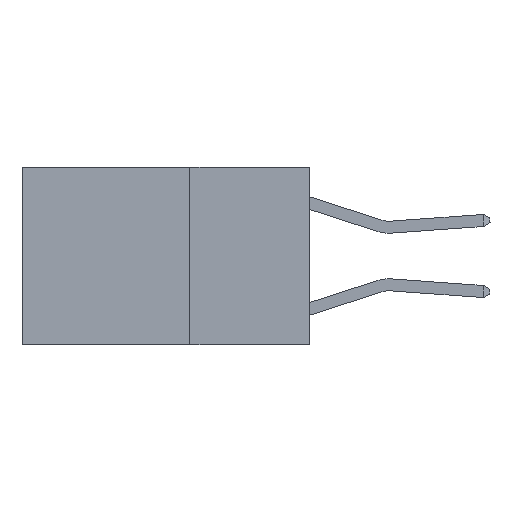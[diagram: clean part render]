
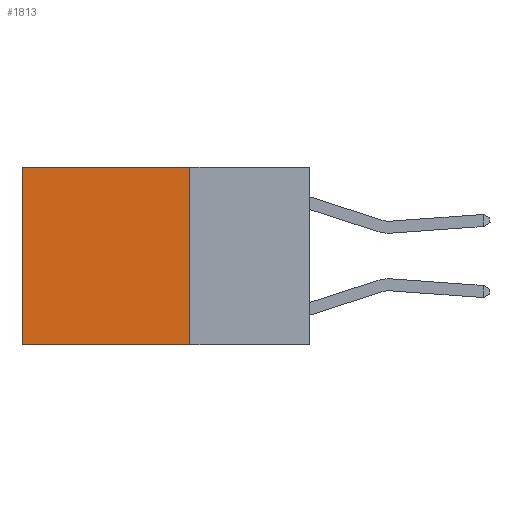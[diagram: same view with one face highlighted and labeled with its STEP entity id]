
A CAD part, left-side view. The second image highlights one B-rep face of the part: STEP entity #1813.
In plain terms, the highlighted planar face has unit normal (-1, 0, 0).
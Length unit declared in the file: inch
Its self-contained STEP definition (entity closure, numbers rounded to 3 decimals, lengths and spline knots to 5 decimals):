
#50 = VERTEX_POINT ( 'NONE', #8573 ) ;
#312 = EDGE_CURVE ( 'NONE', #50, #5468, #7564, .T. ) ;
#550 = CARTESIAN_POINT ( 'NONE',  ( 0.2625, 0.6, -0.37 ) ) ;
#620 = EDGE_CURVE ( 'NONE', #1967, #5468, #1605, .T. ) ;
#1057 = ORIENTED_EDGE ( 'NONE', *, *, #312, .F. ) ;
#1066 = DIRECTION ( 'NONE',  ( 0., 0., -1. ) ) ;
#1361 = VECTOR ( 'NONE', #3097, 39.37008 ) ;
#1605 = LINE ( 'NONE', #3884, #7094 ) ;
#1791 = CARTESIAN_POINT ( 'NONE',  ( 0.2625, 0.25, 0. ) ) ;
#1813 = ADVANCED_FACE ( 'NONE', ( #5828 ), #9453, .F. ) ;
#1967 = VERTEX_POINT ( 'NONE', #9635 ) ;
#3097 = DIRECTION ( 'NONE',  ( 0., 1., 0. ) ) ;
#3884 = CARTESIAN_POINT ( 'NONE',  ( 0.2625, 0.6, 0. ) ) ;
#4502 = CARTESIAN_POINT ( 'NONE',  ( 0.2625, 0.25, 0. ) ) ;
#4806 = ORIENTED_EDGE ( 'NONE', *, *, #8580, .T. ) ;
#4923 = VECTOR ( 'NONE', #5849, 39.37008 ) ;
#5088 = CARTESIAN_POINT ( 'NONE',  ( 0.2625, 0.25, 0. ) ) ;
#5132 = CARTESIAN_POINT ( 'NONE',  ( 0.2625, 0.25, 0. ) ) ;
#5468 = VERTEX_POINT ( 'NONE', #550 ) ;
#5761 = ORIENTED_EDGE ( 'NONE', *, *, #8860, .F. ) ;
#5820 = EDGE_LOOP ( 'NONE', ( #9612, #1057, #5761, #4806 ) ) ;
#5828 = FACE_OUTER_BOUND ( 'NONE', #5820, .T. ) ;
#5849 = DIRECTION ( 'NONE',  ( 0., 1., 0. ) ) ;
#5878 = DIRECTION ( 'NONE',  ( 1., 0., 0. ) ) ;
#6033 = DIRECTION ( 'NONE',  ( 0., 0., -1. ) ) ;
#6311 = LINE ( 'NONE', #4502, #8027 ) ;
#6673 = AXIS2_PLACEMENT_3D ( 'NONE', #5132, #5878, #1066 ) ;
#7094 = VECTOR ( 'NONE', #9792, 39.37008 ) ;
#7508 = VERTEX_POINT ( 'NONE', #1791 ) ;
#7564 = LINE ( 'NONE', #8321, #1361 ) ;
#7908 = LINE ( 'NONE', #5088, #4923 ) ;
#8027 = VECTOR ( 'NONE', #6033, 39.37008 ) ;
#8321 = CARTESIAN_POINT ( 'NONE',  ( 0.2625, 0.25, -0.37 ) ) ;
#8573 = CARTESIAN_POINT ( 'NONE',  ( 0.2625, 0.25, -0.37 ) ) ;
#8580 = EDGE_CURVE ( 'NONE', #7508, #1967, #7908, .T. ) ;
#8860 = EDGE_CURVE ( 'NONE', #7508, #50, #6311, .T. ) ;
#9453 = PLANE ( 'NONE',  #6673 ) ;
#9612 = ORIENTED_EDGE ( 'NONE', *, *, #620, .T. ) ;
#9635 = CARTESIAN_POINT ( 'NONE',  ( 0.2625, 0.6, 0. ) ) ;
#9792 = DIRECTION ( 'NONE',  ( 0., 0., -1. ) ) ;
